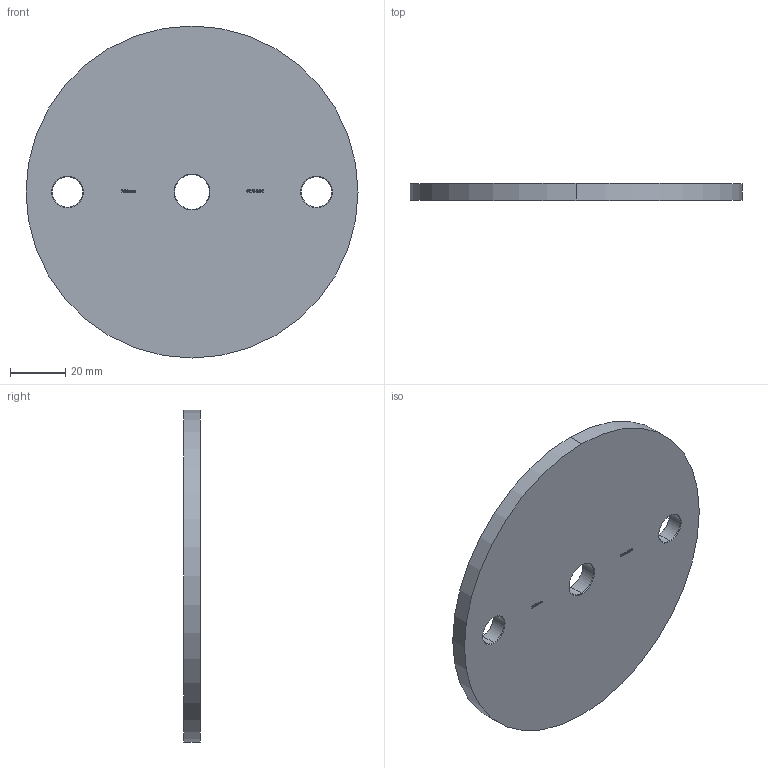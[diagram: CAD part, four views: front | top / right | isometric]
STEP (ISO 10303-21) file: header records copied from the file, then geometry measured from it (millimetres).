
FILE_DESCRIPTION (( 'STEP AP203' ), '1' );
FILE_NAME ('54120-240-R.step', '2020-10-21T11:01:45', ( '' ), ( '' ), 'SwSTEP 2.0', 'SolidWorks 2018', '' );
FILE_SCHEMA (( 'CONFIG_CONTROL_DESIGN' ));
Length unit declared in the file: millimetre
Products named in the file (2): 54120-240-R
Bounding box: 120 x 6 x 120 mm (x, y, z)
Volume: 65974.6 mm3; surface area: 24881.1 mm2
Topology: 1 solids, 1 shells, 263 faces, 690 edges, 456 vertices
Faces by surface type: plane 152, bspline 91, cone 12, cylinder 8
Entity records: 13357 total; most frequent: CARTESIAN_POINT 7302, ORIENTED_EDGE 1380, DIRECTION 884, EDGE_CURVE 690, LINE 480, VECTOR 480, VERTEX_POINT 456, EDGE_LOOP 296
